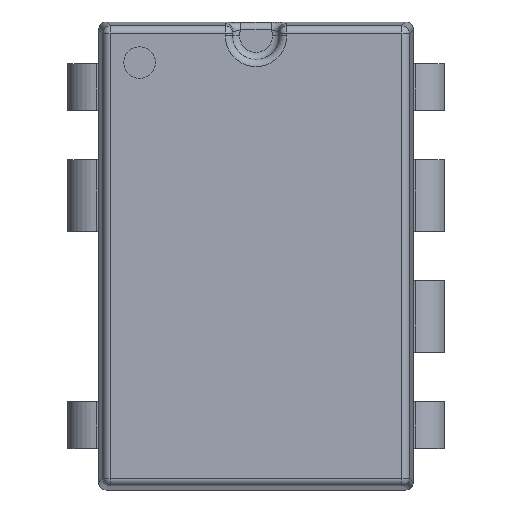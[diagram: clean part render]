
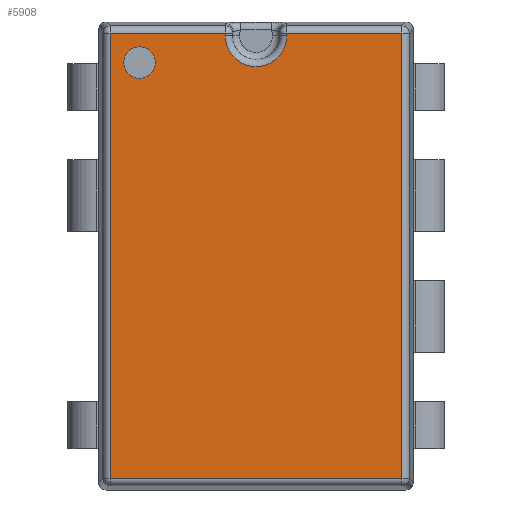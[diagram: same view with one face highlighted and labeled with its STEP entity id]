
A CAD part, top view. The second image highlights one B-rep face of the part: STEP entity #5908.
In plain terms, the highlighted planar face has unit normal (0, 0, 1).
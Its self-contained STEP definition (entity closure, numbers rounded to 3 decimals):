
#48 = LINE ( 'NONE', #1979, #638 ) ;
#94 = ORIENTED_EDGE ( 'NONE', *, *, #4582, .T. ) ;
#329 = EDGE_CURVE ( 'NONE', #481, #2763, #1843, .T. ) ;
#351 = CARTESIAN_POINT ( 'NONE',  ( 0., 4.621, 1.495 ) ) ;
#481 = VERTEX_POINT ( 'NONE', #4377 ) ;
#567 = AXIS2_PLACEMENT_3D ( 'NONE', #3776, #1384, #3358 ) ;
#598 = EDGE_CURVE ( 'NONE', #2763, #481, #1945, .T. ) ;
#638 = VECTOR ( 'NONE', #4881, 1000. ) ;
#787 = ORIENTED_EDGE ( 'NONE', *, *, #329, .F. ) ;
#1058 = CARTESIAN_POINT ( 'NONE',  ( -2.446, 4.061, 1.495 ) ) ;
#1223 = VECTOR ( 'NONE', #2277, 1000. ) ;
#1384 = DIRECTION ( 'NONE',  ( 0., 0., 1. ) ) ;
#1513 = EDGE_CURVE ( 'NONE', #1519, #3907, #5627, .T. ) ;
#1519 = VERTEX_POINT ( 'NONE', #4187 ) ;
#1590 = CARTESIAN_POINT ( 'NONE',  ( -3.066, -4.821, 1.495 ) ) ;
#1638 = DIRECTION ( 'NONE',  ( 0., 0., 1. ) ) ;
#1673 = ORIENTED_EDGE ( 'NONE', *, *, #2326, .T. ) ;
#1703 = ORIENTED_EDGE ( 'NONE', *, *, #4674, .T. ) ;
#1843 = CIRCLE ( 'NONE', #4447, 0.33 ) ;
#1885 = VECTOR ( 'NONE', #4799, 1000. ) ;
#1914 = EDGE_CURVE ( 'NONE', #2236, #3032, #4557, .T. ) ;
#1945 = CIRCLE ( 'NONE', #2241, 0.33 ) ;
#1979 = CARTESIAN_POINT ( 'NONE',  ( 0.643, 4.681, 1.495 ) ) ;
#1992 = CARTESIAN_POINT ( 'NONE',  ( 0., 4.621, 1.495 ) ) ;
#2045 = ORIENTED_EDGE ( 'NONE', *, *, #3187, .T. ) ;
#2075 = CARTESIAN_POINT ( 'NONE',  ( 3.206, -4.681, 1.495 ) ) ;
#2096 = CARTESIAN_POINT ( 'NONE',  ( -3.206, 4.681, 1.495 ) ) ;
#2236 = VERTEX_POINT ( 'NONE', #4393 ) ;
#2241 = AXIS2_PLACEMENT_3D ( 'NONE', #5929, #1638, #3538 ) ;
#2248 = AXIS2_PLACEMENT_3D ( 'NONE', #3946, #5864, #3469 ) ;
#2274 = ORIENTED_EDGE ( 'NONE', *, *, #4483, .T. ) ;
#2277 = DIRECTION ( 'NONE',  ( 0., 1., 0. ) ) ;
#2306 = FACE_BOUND ( 'NONE', #4051, .T. ) ;
#2326 = EDGE_CURVE ( 'NONE', #5011, #1519, #5444, .T. ) ;
#2691 = ORIENTED_EDGE ( 'NONE', *, *, #5741, .T. ) ;
#2763 = VERTEX_POINT ( 'NONE', #5065 ) ;
#2876 = DIRECTION ( 'NONE',  ( 0., 0., -1. ) ) ;
#2986 = DIRECTION ( 'NONE',  ( 0., 0., 1. ) ) ;
#3011 = CARTESIAN_POINT ( 'NONE',  ( -3.066, -4.681, 1.495 ) ) ;
#3032 = VERTEX_POINT ( 'NONE', #5106 ) ;
#3159 = DIRECTION ( 'NONE',  ( 1., 0., 0. ) ) ;
#3187 = EDGE_CURVE ( 'NONE', #5113, #2236, #4652, .T. ) ;
#3275 = CARTESIAN_POINT ( 'NONE',  ( 0.645, 4.621, 1.495 ) ) ;
#3339 = ORIENTED_EDGE ( 'NONE', *, *, #598, .F. ) ;
#3358 = DIRECTION ( 'NONE',  ( 1., 0., 0. ) ) ;
#3469 = DIRECTION ( 'NONE',  ( 1., 0., 0. ) ) ;
#3517 = VECTOR ( 'NONE', #5917, 1000. ) ;
#3538 = DIRECTION ( 'NONE',  ( 1., 0., 0. ) ) ;
#3577 = LINE ( 'NONE', #2096, #5373 ) ;
#3726 = VERTEX_POINT ( 'NONE', #4433 ) ;
#3776 = CARTESIAN_POINT ( 'NONE',  ( 0., 0., 1.495 ) ) ;
#3782 = ORIENTED_EDGE ( 'NONE', *, *, #1513, .T. ) ;
#3835 = PLANE ( 'NONE',  #567 ) ;
#3889 = DIRECTION ( 'NONE',  ( 1., 0., 0. ) ) ;
#3907 = VERTEX_POINT ( 'NONE', #3931 ) ;
#3931 = CARTESIAN_POINT ( 'NONE',  ( 3.066, 4.681, 1.495 ) ) ;
#3939 = LINE ( 'NONE', #1590, #1885 ) ;
#3946 = CARTESIAN_POINT ( 'NONE',  ( 0., 4.621, 1.495 ) ) ;
#4051 = EDGE_LOOP ( 'NONE', ( #787, #3339 ) ) ;
#4090 = CIRCLE ( 'NONE', #5702, 0.645 ) ;
#4135 = AXIS2_PLACEMENT_3D ( 'NONE', #1992, #2876, #3889 ) ;
#4154 = CARTESIAN_POINT ( 'NONE',  ( 3.066, 4.821, 1.495 ) ) ;
#4180 = DIRECTION ( 'NONE',  ( 0., 0., -1. ) ) ;
#4187 = CARTESIAN_POINT ( 'NONE',  ( 3.066, -4.681, 1.495 ) ) ;
#4288 = EDGE_LOOP ( 'NONE', ( #3782, #2274, #1703, #2045, #4471, #94, #2691, #1673 ) ) ;
#4377 = CARTESIAN_POINT ( 'NONE',  ( -2.116, 4.061, 1.495 ) ) ;
#4393 = CARTESIAN_POINT ( 'NONE',  ( -0.645, 4.621, 1.495 ) ) ;
#4433 = CARTESIAN_POINT ( 'NONE',  ( 0.642, 4.681, 1.495 ) ) ;
#4447 = AXIS2_PLACEMENT_3D ( 'NONE', #1058, #2986, #4907 ) ;
#4471 = ORIENTED_EDGE ( 'NONE', *, *, #1914, .T. ) ;
#4483 = EDGE_CURVE ( 'NONE', #3907, #3726, #48, .T. ) ;
#4509 = DIRECTION ( 'NONE',  ( -1., 0., 0. ) ) ;
#4557 = CIRCLE ( 'NONE', #4135, 0.645 ) ;
#4582 = EDGE_CURVE ( 'NONE', #3032, #5320, #3577, .T. ) ;
#4652 = CIRCLE ( 'NONE', #2248, 0.645 ) ;
#4674 = EDGE_CURVE ( 'NONE', #3726, #5113, #4090, .T. ) ;
#4799 = DIRECTION ( 'NONE',  ( 0., -1., 0. ) ) ;
#4881 = DIRECTION ( 'NONE',  ( -1., 0., 0. ) ) ;
#4907 = DIRECTION ( 'NONE',  ( 1., 0., 0. ) ) ;
#5011 = VERTEX_POINT ( 'NONE', #3011 ) ;
#5065 = CARTESIAN_POINT ( 'NONE',  ( -2.776, 4.061, 1.495 ) ) ;
#5106 = CARTESIAN_POINT ( 'NONE',  ( -0.642, 4.681, 1.495 ) ) ;
#5113 = VERTEX_POINT ( 'NONE', #3275 ) ;
#5220 = FACE_OUTER_BOUND ( 'NONE', #4288, .T. ) ;
#5320 = VERTEX_POINT ( 'NONE', #5454 ) ;
#5373 = VECTOR ( 'NONE', #4509, 1000. ) ;
#5444 = LINE ( 'NONE', #2075, #3517 ) ;
#5454 = CARTESIAN_POINT ( 'NONE',  ( -3.066, 4.681, 1.495 ) ) ;
#5627 = LINE ( 'NONE', #4154, #1223 ) ;
#5702 = AXIS2_PLACEMENT_3D ( 'NONE', #351, #4180, #3159 ) ;
#5741 = EDGE_CURVE ( 'NONE', #5320, #5011, #3939, .T. ) ;
#5864 = DIRECTION ( 'NONE',  ( 0., 0., -1. ) ) ;
#5908 = ADVANCED_FACE ( 'NONE', ( #5220, #2306 ), #3835, .T. ) ;
#5917 = DIRECTION ( 'NONE',  ( 1., 0., 0. ) ) ;
#5929 = CARTESIAN_POINT ( 'NONE',  ( -2.446, 4.061, 1.495 ) ) ;
